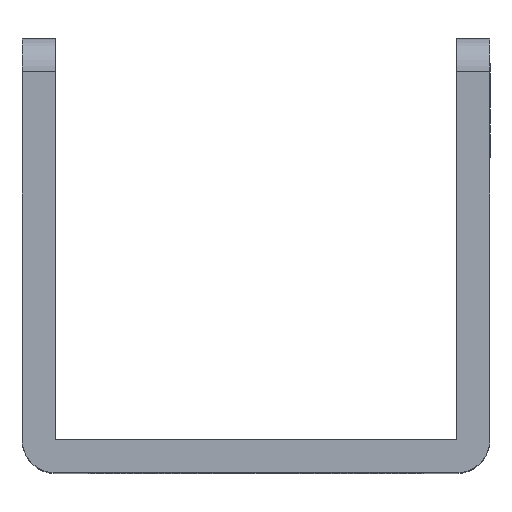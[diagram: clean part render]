
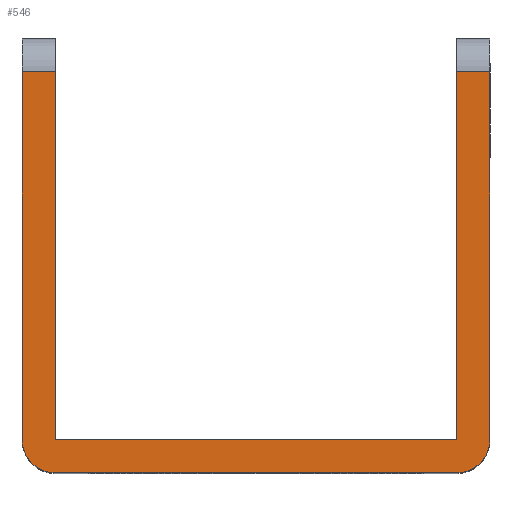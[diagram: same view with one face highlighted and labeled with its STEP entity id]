
A CAD part, top view. The second image highlights one B-rep face of the part: STEP entity #546.
In plain terms, the highlighted planar face has unit normal (0, 0, 1).
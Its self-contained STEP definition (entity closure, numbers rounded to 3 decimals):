
#23 = ORIENTED_EDGE ( 'NONE', *, *, #1628, .T. ) ;
#33 = VERTEX_POINT ( 'NONE', #393 ) ;
#95 = VECTOR ( 'NONE', #1265, 1000. ) ;
#120 = ORIENTED_EDGE ( 'NONE', *, *, #203, .F. ) ;
#175 = VERTEX_POINT ( 'NONE', #1366 ) ;
#176 = LINE ( 'NONE', #332, #2205 ) ;
#203 = EDGE_CURVE ( 'NONE', #745, #552, #562, .T. ) ;
#230 = CARTESIAN_POINT ( 'NONE',  ( -14., 22., 24. ) ) ;
#270 = CARTESIAN_POINT ( 'NONE',  ( 12., 24., 24. ) ) ;
#289 = LINE ( 'NONE', #664, #1570 ) ;
#295 = CARTESIAN_POINT ( 'NONE',  ( 14., 22., 24. ) ) ;
#332 = CARTESIAN_POINT ( 'NONE',  ( 0., 22., 24. ) ) ;
#343 = CARTESIAN_POINT ( 'NONE',  ( -12., 24., 24. ) ) ;
#345 = CARTESIAN_POINT ( 'NONE',  ( 12., 22., 24. ) ) ;
#387 = CARTESIAN_POINT ( 'NONE',  ( -12., -2., 24. ) ) ;
#393 = CARTESIAN_POINT ( 'NONE',  ( 12., 0., 24. ) ) ;
#457 = EDGE_CURVE ( 'NONE', #1291, #552, #659, .T. ) ;
#463 = CARTESIAN_POINT ( 'NONE',  ( -14., 0., 24. ) ) ;
#474 = FACE_OUTER_BOUND ( 'NONE', #2442, .T. ) ;
#524 = AXIS2_PLACEMENT_3D ( 'NONE', #2061, #665, #1155 ) ;
#528 = CARTESIAN_POINT ( 'NONE',  ( -12., 0., 24. ) ) ;
#546 = ADVANCED_FACE ( 'NONE', ( #474 ), #1979, .F. ) ;
#552 = VERTEX_POINT ( 'NONE', #1207 ) ;
#562 = LINE ( 'NONE', #1208, #95 ) ;
#574 = VECTOR ( 'NONE', #1703, 1000. ) ;
#577 = AXIS2_PLACEMENT_3D ( 'NONE', #2051, #891, #2244 ) ;
#659 = CIRCLE ( 'NONE', #1479, 2. ) ;
#664 = CARTESIAN_POINT ( 'NONE',  ( 0., -2., 24. ) ) ;
#665 = DIRECTION ( 'NONE',  ( 0., 0., -1. ) ) ;
#669 = DIRECTION ( 'NONE',  ( 0., -1., 0. ) ) ;
#694 = CARTESIAN_POINT ( 'NONE',  ( 12., 22., 24. ) ) ;
#714 = VECTOR ( 'NONE', #1699, 1000. ) ;
#745 = VERTEX_POINT ( 'NONE', #295 ) ;
#755 = CIRCLE ( 'NONE', #577, 2. ) ;
#782 = DIRECTION ( 'NONE',  ( -1., 0., 0. ) ) ;
#816 = VECTOR ( 'NONE', #669, 1000. ) ;
#850 = ORIENTED_EDGE ( 'NONE', *, *, #1875, .T. ) ;
#884 = LINE ( 'NONE', #1246, #816 ) ;
#891 = DIRECTION ( 'NONE',  ( 0., 0., 1. ) ) ;
#927 = EDGE_CURVE ( 'NONE', #175, #1521, #176, .T. ) ;
#932 = EDGE_CURVE ( 'NONE', #1849, #175, #1678, .T. ) ;
#1086 = VERTEX_POINT ( 'NONE', #387 ) ;
#1095 = LINE ( 'NONE', #345, #574 ) ;
#1100 = EDGE_CURVE ( 'NONE', #33, #1849, #2339, .T. ) ;
#1116 = DIRECTION ( 'NONE',  ( 0., 0., 1. ) ) ;
#1155 = DIRECTION ( 'NONE',  ( -1., 0., 0. ) ) ;
#1207 = CARTESIAN_POINT ( 'NONE',  ( 14., 0., 24. ) ) ;
#1208 = CARTESIAN_POINT ( 'NONE',  ( 14., -2., 24. ) ) ;
#1215 = ORIENTED_EDGE ( 'NONE', *, *, #457, .T. ) ;
#1230 = CARTESIAN_POINT ( 'NONE',  ( 12., -2., 24. ) ) ;
#1239 = DIRECTION ( 'NONE',  ( 0., 1., 0. ) ) ;
#1246 = CARTESIAN_POINT ( 'NONE',  ( -14., -2., 24. ) ) ;
#1264 = CARTESIAN_POINT ( 'NONE',  ( 12., 0., 24. ) ) ;
#1265 = DIRECTION ( 'NONE',  ( 0., -1., 0. ) ) ;
#1291 = VERTEX_POINT ( 'NONE', #1230 ) ;
#1313 = EDGE_CURVE ( 'NONE', #33, #2260, #1390, .T. ) ;
#1366 = CARTESIAN_POINT ( 'NONE',  ( -12., 22., 24. ) ) ;
#1390 = LINE ( 'NONE', #270, #1844 ) ;
#1473 = ORIENTED_EDGE ( 'NONE', *, *, #927, .T. ) ;
#1479 = AXIS2_PLACEMENT_3D ( 'NONE', #1264, #1116, #2468 ) ;
#1521 = VERTEX_POINT ( 'NONE', #230 ) ;
#1570 = VECTOR ( 'NONE', #2211, 1000. ) ;
#1628 = EDGE_CURVE ( 'NONE', #1086, #1291, #289, .T. ) ;
#1643 = ORIENTED_EDGE ( 'NONE', *, *, #2180, .T. ) ;
#1652 = ORIENTED_EDGE ( 'NONE', *, *, #2234, .T. ) ;
#1678 = LINE ( 'NONE', #343, #714 ) ;
#1699 = DIRECTION ( 'NONE',  ( 0., 1., 0. ) ) ;
#1703 = DIRECTION ( 'NONE',  ( -1., 0., 0. ) ) ;
#1755 = ORIENTED_EDGE ( 'NONE', *, *, #932, .T. ) ;
#1844 = VECTOR ( 'NONE', #1239, 1000. ) ;
#1849 = VERTEX_POINT ( 'NONE', #528 ) ;
#1871 = VECTOR ( 'NONE', #782, 1000. ) ;
#1875 = EDGE_CURVE ( 'NONE', #745, #2260, #1095, .T. ) ;
#1948 = CARTESIAN_POINT ( 'NONE',  ( -12., 0., 24. ) ) ;
#1979 = PLANE ( 'NONE',  #524 ) ;
#2020 = ORIENTED_EDGE ( 'NONE', *, *, #1313, .F. ) ;
#2051 = CARTESIAN_POINT ( 'NONE',  ( -12., 0., 24. ) ) ;
#2061 = CARTESIAN_POINT ( 'NONE',  ( 0., 0., 24. ) ) ;
#2098 = DIRECTION ( 'NONE',  ( -1., 0., 0. ) ) ;
#2135 = VERTEX_POINT ( 'NONE', #463 ) ;
#2180 = EDGE_CURVE ( 'NONE', #1521, #2135, #884, .T. ) ;
#2205 = VECTOR ( 'NONE', #2098, 1000. ) ;
#2211 = DIRECTION ( 'NONE',  ( 1., 0., 0. ) ) ;
#2234 = EDGE_CURVE ( 'NONE', #2135, #1086, #755, .T. ) ;
#2239 = ORIENTED_EDGE ( 'NONE', *, *, #1100, .T. ) ;
#2244 = DIRECTION ( 'NONE',  ( -1., 0., 0. ) ) ;
#2260 = VERTEX_POINT ( 'NONE', #694 ) ;
#2339 = LINE ( 'NONE', #1948, #1871 ) ;
#2442 = EDGE_LOOP ( 'NONE', ( #1643, #1652, #23, #1215, #120, #850, #2020, #2239, #1755, #1473 ) ) ;
#2468 = DIRECTION ( 'NONE',  ( -1., 0., 0. ) ) ;
